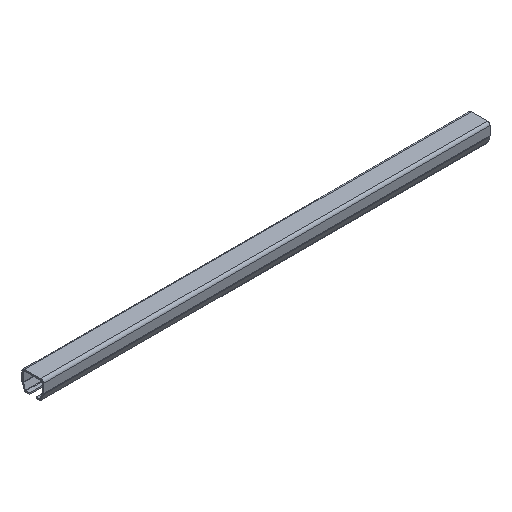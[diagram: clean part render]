
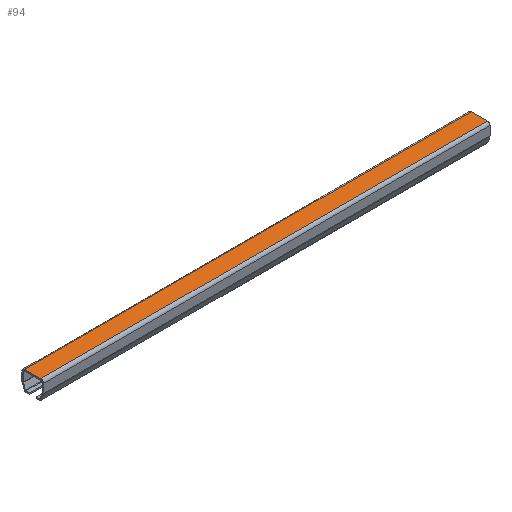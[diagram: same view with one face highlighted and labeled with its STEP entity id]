
A CAD part, isometric view. The second image highlights one B-rep face of the part: STEP entity #94.
In plain terms, the highlighted planar face has unit normal (0, 0, 1).
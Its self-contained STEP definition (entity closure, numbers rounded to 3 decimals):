
#94=ADVANCED_FACE('',(#191),#192,.T.);
#191=FACE_OUTER_BOUND('',#288,.T.);
#192=PLANE('',#289);
#288=EDGE_LOOP('',(#503,#504,#505,#506));
#289=AXIS2_PLACEMENT_3D('',#507,#508,#509);
#503=ORIENTED_EDGE('',*,*,#622,.T.);
#504=ORIENTED_EDGE('',*,*,#697,.F.);
#505=ORIENTED_EDGE('',*,*,#698,.T.);
#506=ORIENTED_EDGE('',*,*,#699,.T.);
#507=CARTESIAN_POINT('',(-2584.35,8681.798,411.532));
#508=DIRECTION('',(0.,0.,1.));
#509=DIRECTION('',(1.,0.,0.));
#622=EDGE_CURVE('',#748,#749,#750,.T.);
#697=EDGE_CURVE('',#862,#749,#863,.T.);
#698=EDGE_CURVE('',#862,#864,#865,.T.);
#699=EDGE_CURVE('',#864,#748,#866,.T.);
#748=VERTEX_POINT('',#930);
#749=VERTEX_POINT('',#931);
#750=LINE('',#932,#933);
#862=VERTEX_POINT('',#1082);
#863=LINE('',#1083,#1084);
#864=VERTEX_POINT('',#1085);
#865=LINE('',#1086,#1087);
#866=LINE('',#1088,#1089);
#930=CARTESIAN_POINT('',(-3584.35,8699.848,411.532));
#931=CARTESIAN_POINT('',(-3584.35,8663.748,411.532));
#932=CARTESIAN_POINT('',(-3584.35,8663.748,411.532));
#933=VECTOR('',#1132,1.);
#1082=CARTESIAN_POINT('',(-2584.35,8663.748,411.532));
#1083=CARTESIAN_POINT('',(-2584.35,8663.748,411.532));
#1084=VECTOR('',#1230,1.);
#1085=CARTESIAN_POINT('',(-2584.35,8699.848,411.532));
#1086=CARTESIAN_POINT('',(-2584.35,8663.748,411.532));
#1087=VECTOR('',#1231,1.);
#1088=CARTESIAN_POINT('',(-2584.35,8699.848,411.532));
#1089=VECTOR('',#1232,1.);
#1132=DIRECTION('',(0.,-1.,0.));
#1230=DIRECTION('',(-1.,0.,0.));
#1231=DIRECTION('',(0.,1.,0.));
#1232=DIRECTION('',(-1.,0.,0.));
